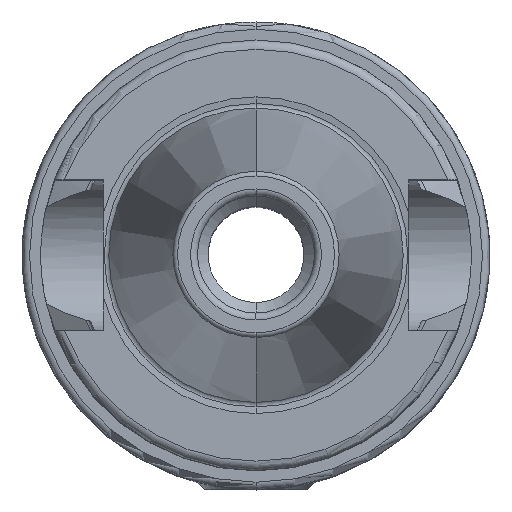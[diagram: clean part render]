
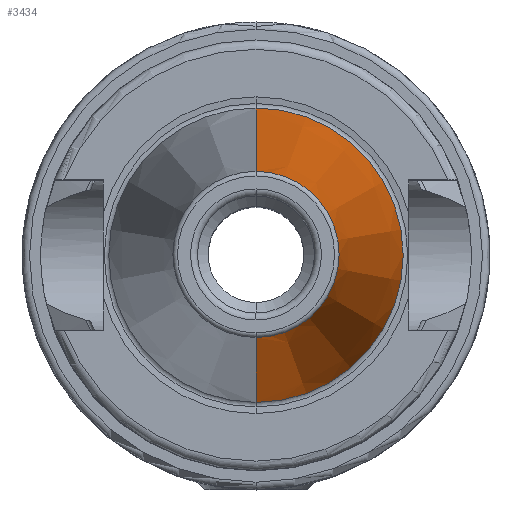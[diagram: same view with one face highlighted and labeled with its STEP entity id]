
A CAD part, top view. The second image highlights one B-rep face of the part: STEP entity #3434.
In plain terms, the highlighted conical face has half-angle 8.297 degrees and reference radius 12.304 mm.
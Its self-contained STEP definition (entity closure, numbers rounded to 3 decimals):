
#1364=CARTESIAN_POINT('',(0,0,69.972));
#1365=DIRECTION('',(0,0,1));
#1366=DIRECTION('',(0,-1,0));
#1367=AXIS2_PLACEMENT_3D('',#1364,#1365,#1366);
#1369=CARTESIAN_POINT('',(0,0,23));
#1370=DIRECTION('',(0,0,-1));
#1371=DIRECTION('',(0,1,0));
#1372=AXIS2_PLACEMENT_3D('',#1369,#1370,#1371);
#1513=DIRECTION('',(0.,0.144,0.99));
#1514=VECTOR('',#1513,47.469);
#1515=CARTESIAN_POINT('',(0,-15.729,23));
#1516=LINE('',#1515,#1514);
#1522=DIRECTION('',(0.,-0.144,0.99));
#1523=VECTOR('',#1522,47.469);
#1524=CARTESIAN_POINT('',(0,15.729,23));
#1525=LINE('',#1524,#1523);
#1640=CARTESIAN_POINT('',(0,15.729,23));
#1642=VERTEX_POINT('',#1640);
#1656=CARTESIAN_POINT('',(0,-15.729,23));
#1658=VERTEX_POINT('',#1656);
#1683=CARTESIAN_POINT('',(0,8.879,69.972));
#1684=CARTESIAN_POINT('',(0,-8.879,69.972));
#1685=VERTEX_POINT('',#1683);
#1686=VERTEX_POINT('',#1684);
#3420=CARTESIAN_POINT('',(0,0,46.486));
#3421=DIRECTION('',(0,0,-1));
#3422=DIRECTION('',(0,-1,0));
#3423=AXIS2_PLACEMENT_3D('',#3420,#3421,#3422);
#3424=CONICAL_SURFACE('',#3423,12.304,8.297);
#3426=ORIENTED_EDGE('',*,*,#3425,.T.);
#3428=ORIENTED_EDGE('',*,*,#3427,.F.);
#3429=ORIENTED_EDGE('',*,*,#3415,.T.);
#3431=ORIENTED_EDGE('',*,*,#3430,.T.);
#3432=EDGE_LOOP('',(#3426,#3428,#3429,#3431));
#3433=FACE_OUTER_BOUND('',#3432,.F.);
#3434=ADVANCED_FACE('',(#3433),#3424,.T.);
#1368=CIRCLE('',#1367,8.879);
#1373=CIRCLE('',#1372,15.729);
#3415=EDGE_CURVE('',#1642,#1658,#1373,.T.);
#3425=EDGE_CURVE('',#1686,#1685,#1368,.T.);
#3427=EDGE_CURVE('',#1642,#1685,#1525,.T.);
#3430=EDGE_CURVE('',#1658,#1686,#1516,.T.);
